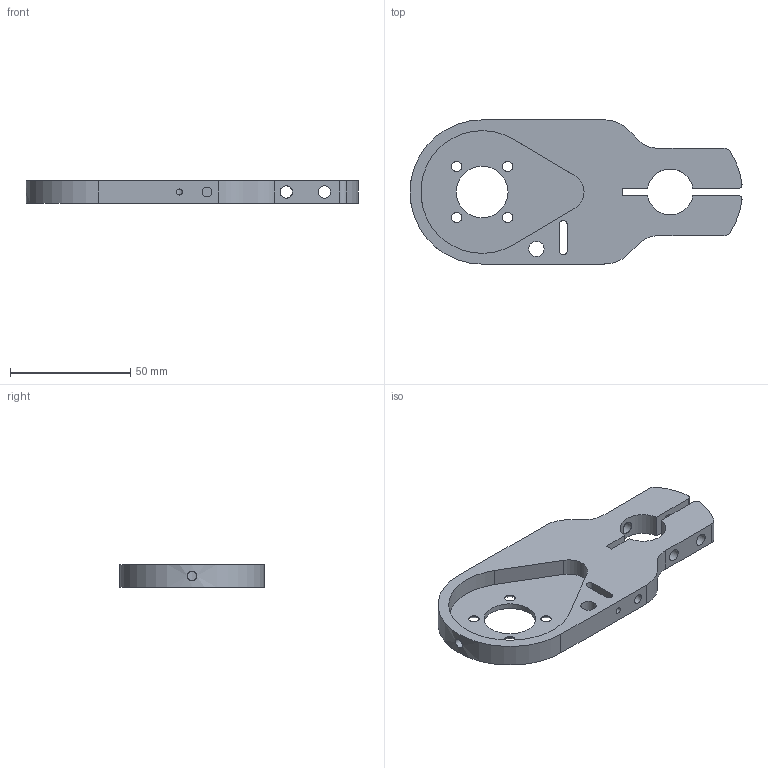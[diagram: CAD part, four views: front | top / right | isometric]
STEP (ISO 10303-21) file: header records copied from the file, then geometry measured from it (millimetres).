
FILE_DESCRIPTION(/* description */ (''),/* implementation_level */ '2;1');
FILE_NAME(/* name */ 'MotorMount.stp',/* time_stamp */ '2015-11-20T12:59:42-05:00',/* author */ ('Raphael'),/* organization */ (''),/* preprocessor_version */ 'ST-DEVELOPER v15.6',/* originating_system */ 'Autodesk Inventor 2015',/* authorisation */ '');
FILE_SCHEMA (('AUTOMOTIVE_DESIGN { 1 0 10303 214 3 1 1 }'));
Length unit declared in the file: inch
Products named in the file (1): MotorMount
Bounding box: 138.04 x 60 x 9.53 mm (x, y, z)
Volume: 40023.3 mm3; surface area: 19195.2 mm2
Topology: 1 solids, 1 shells, 51 faces, 137 edges, 91 vertices
Faces by surface type: cylinder 27, plane 18, cone 4, bspline 2
Full cylindrical faces by diameter (mm): 2.5 x1, 4.039 x3, 4.3 x4, 5.105 x4, 6.35 x1, 21.5 x1
Entity records: 1761 total; most frequent: CARTESIAN_POINT 459, DIRECTION 260, ORIENTED_EDGE 234, EDGE_CURVE 117, AXIS2_PLACEMENT_3D 103, EDGE_LOOP 98, VERTEX_POINT 89, LINE 54
